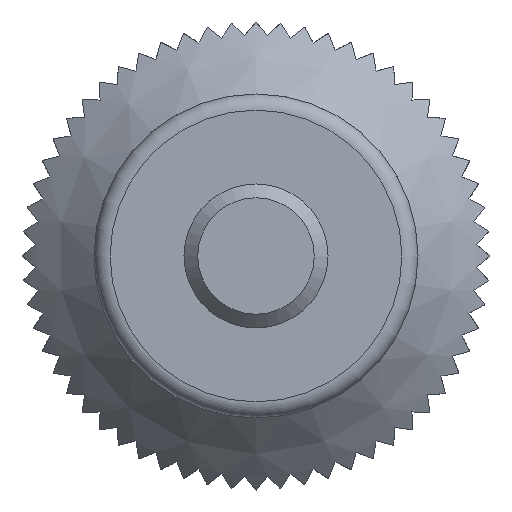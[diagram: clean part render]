
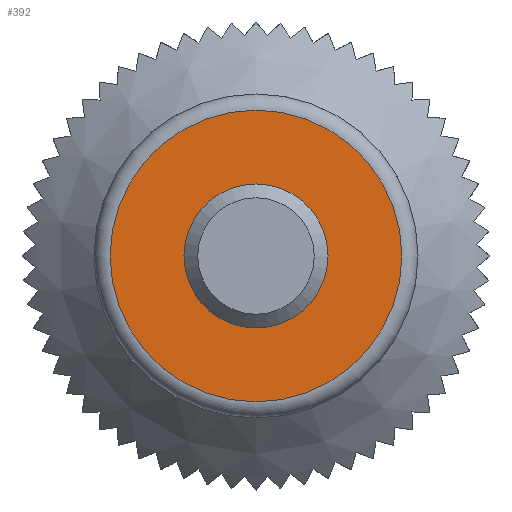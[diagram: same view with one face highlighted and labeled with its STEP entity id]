
A CAD part, front view. The second image highlights one B-rep face of the part: STEP entity #392.
In plain terms, the highlighted planar face has unit normal (0, -1, 0).
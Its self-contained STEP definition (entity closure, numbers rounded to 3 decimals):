
#392 = ADVANCED_FACE( '', ( #899, #900 ), #901, .F. );
#899 = FACE_BOUND( '', #1520, .T. );
#900 = FACE_OUTER_BOUND( '', #1521, .T. );
#901 = PLANE( '', #1522 );
#1520 = EDGE_LOOP( '', ( #2542 ) );
#1521 = EDGE_LOOP( '', ( #2543 ) );
#1522 = AXIS2_PLACEMENT_3D( '', #2544, #2545, #2546 );
#2542 = ORIENTED_EDGE( '', *, *, #4230, .F. );
#2543 = ORIENTED_EDGE( '', *, *, #4060, .T. );
#2544 = CARTESIAN_POINT( '', ( 8.1, 0., 0. ) );
#2545 = DIRECTION( '', ( 0., 1., 0. ) );
#2546 = DIRECTION( '', ( 0., 0., 1. ) );
#4060 = EDGE_CURVE( '', #4995, #4995, #4996, .T. );
#4230 = EDGE_CURVE( '', #5270, #5270, #5271, .F. );
#4995 = VERTEX_POINT( '', #6547 );
#4996 = CIRCLE( '', #6548, 8.1 );
#5270 = VERTEX_POINT( '', #7181 );
#5271 = CIRCLE( '', #7182, 4. );
#6547 = CARTESIAN_POINT( '', ( 0., 0., -8.1 ) );
#6548 = AXIS2_PLACEMENT_3D( '', #8811, #8812, #8813 );
#7181 = CARTESIAN_POINT( '', ( 0., 0., 4. ) );
#7182 = AXIS2_PLACEMENT_3D( '', #8941, #8942, #8943 );
#8811 = CARTESIAN_POINT( '', ( 0., 0., 0. ) );
#8812 = DIRECTION( '', ( 0., -1., 0. ) );
#8813 = DIRECTION( '', ( 0., 0., -1. ) );
#8941 = CARTESIAN_POINT( '', ( 0., 0., 0. ) );
#8942 = DIRECTION( '', ( 0., 1., 0. ) );
#8943 = DIRECTION( '', ( 0., 0., 1. ) );
